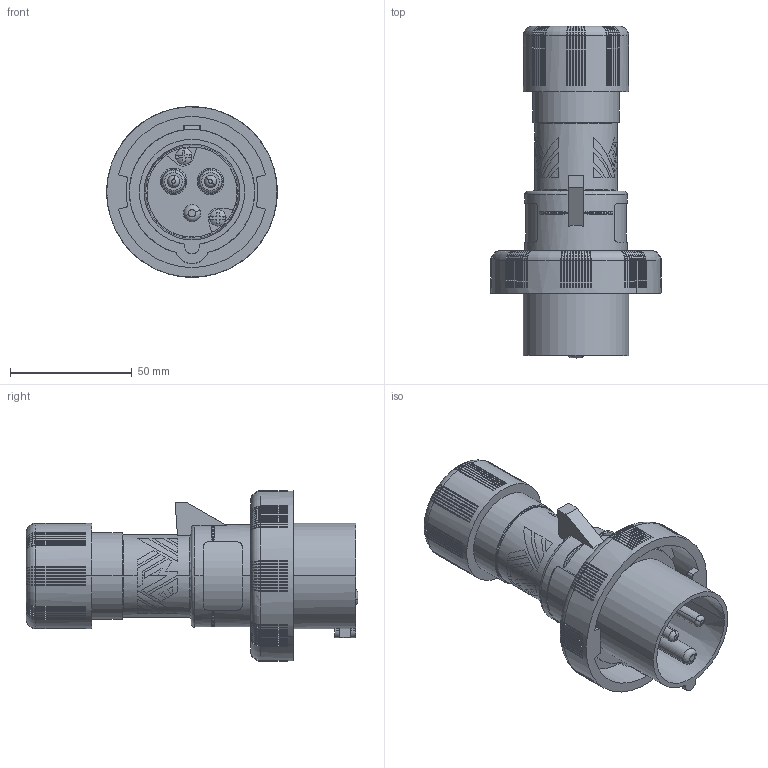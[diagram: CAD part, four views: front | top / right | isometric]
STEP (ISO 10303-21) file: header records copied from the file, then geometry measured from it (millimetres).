
FILE_DESCRIPTION(('Creo Elements/Direct Modeling STEP Export'),'2;1');
FILE_NAME('PEW_1663_SV.stp','2012-09-14T13:59:05',(''),(''),'Creo Elements/Direct Modeling STEP processor for AP214 (Solid Model)','Creo Elements/Direct Modeling 18.0B 02-Dec-2011 (C) Parametric Technology GmbH','');
FILE_SCHEMA(('AUTOMOTIVE_DESIGN { 1 0 10303 214 1 1 1 1 }'));
Products named in the file (2): PEW_1663_SV
Assembly tree (1 placements, depth 2):
  PEW_1663_SV
    PEW_1663_SV
Bounding box: 70 x 136.2 x 70 mm (x, y, z)
Volume: 136842.7 mm3; surface area: 51294 mm2
Topology: 1 solids, 1 shells, 1275 faces, 3515 edges, 1986 vertices
Faces by surface type: plane 543, torus 356, cylinder 244, revolution 112, cone 20
Entity records: 79089 total; most frequent: CARTESIAN_POINT 39720, ORIENTED_EDGE 6454, DIRECTION 5638, EDGE_CURVE 3227, AXIS2_PLACEMENT_3D 2182, VERTEX_POINT 1986, EDGE_LOOP 1313, COLOUR_RGB 1276
